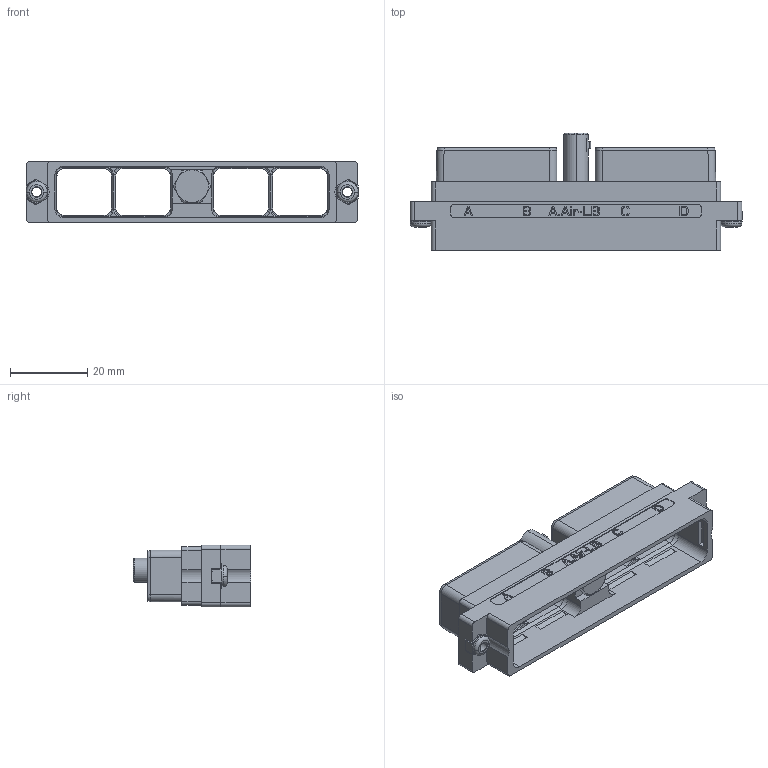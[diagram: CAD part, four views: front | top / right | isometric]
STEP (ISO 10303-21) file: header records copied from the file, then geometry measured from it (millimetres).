
FILE_DESCRIPTION((''),'2;1');
FILE_NAME('SIM2B82KA','2019-09-25T',('presta_be4'),(''),'PRO/ENGINEER BY PARAMETRIC TECHNOLOGY CORPORATION, 2014310','PRO/ENGINEER BY PARAMETRIC TECHNOLOGY CORPORATION, 2014310','');
FILE_SCHEMA(('CONFIG_CONTROL_DESIGN'));
Length unit declared in the file: millimetre
Products named in the file (1): SIM2B82KA
Bounding box: 86 x 30.36 x 15.93 mm (x, y, z)
Volume: 8264.7 mm3; surface area: 12687.2 mm2
Topology: 1 solids, 1 shells, 964 faces, 2615 edges, 1700 vertices
Faces by surface type: plane 701, cylinder 129, cone 94, torus 36, bspline 4
Entity records: 34334 total; most frequent: CARTESIAN_POINT 9970, ORIENTED_EDGE 5226, DIRECTION 4766, EDGE_CURVE 2613, VECTOR 2062, LINE 2062, VERTEX_POINT 1700, AXIS2_PLACEMENT_3D 1352
